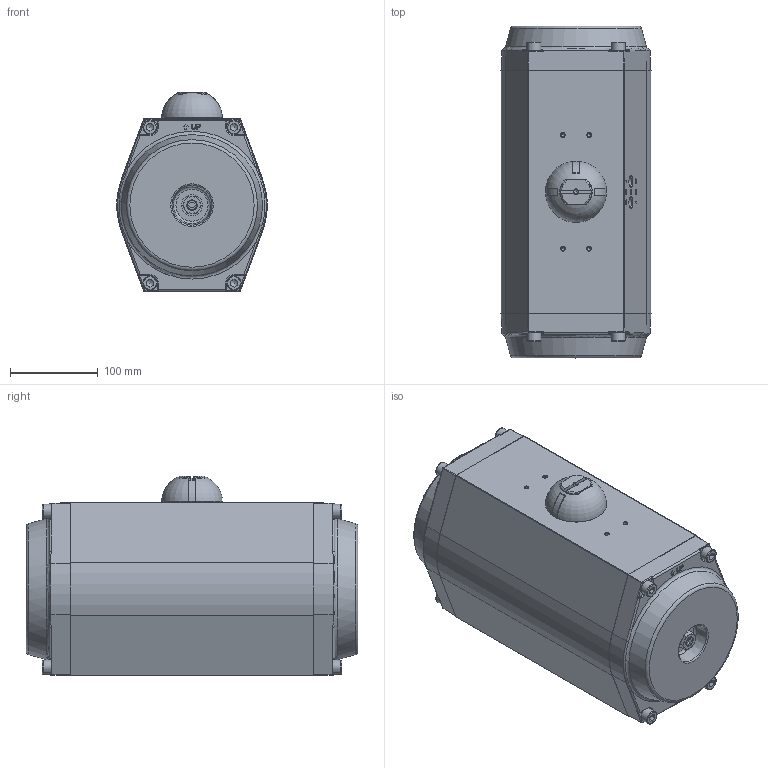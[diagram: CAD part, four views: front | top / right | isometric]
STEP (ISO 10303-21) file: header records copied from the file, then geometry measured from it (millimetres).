
FILE_DESCRIPTION(/* description */ ('Unknown'),/* implementation_level */ '2;1');
FILE_NAME(/* name */ 'GTA-160X90',/* time_stamp */ '2018-10-01T11:18:17+02:00',/* author */ ('Unknown'),/* organization */ ('Unknown'),/* preprocessor_version */ 'ST-DEVELOPER v16.7',/* originating_system */ 'DEX',/* authorisation */ $);
FILE_SCHEMA (('AUTOMOTIVE_DESIGN {1 0 10303 214 3 1 1}'));
Length unit declared in the file: millimetre
Products named in the file (1): GTA-160X90
Bounding box: 171.57 x 379 x 228.05 mm (x, y, z)
Surface area: 343650.7 mm2 (no closed solid volume)
Topology: 0 solids, 27 shells, 516 faces, 1580 edges, 1054 vertices
Faces by surface type: plane 207, cylinder 142, cone 81, bspline 43, torus 35, sphere 8
Full cylindrical faces by diameter (mm): 4.134 x9, 4.917 x1, 6.5 x2, 8 x1, 8.376 x4, 10.106 x4, 11.445 x2, 16 x8, 24 x2, 29.3 x1, 36 x1, 36.5 x1, 60 x1, 66.3 x1
Entity records: 18929 total; most frequent: CARTESIAN_POINT 5987, DIRECTION 2572, ORIENTED_EDGE 2339, EDGE_CURVE 1373, VERTEX_POINT 1005, AXIS2_PLACEMENT_3D 969, FACE_BOUND 704, EDGE_LOOP 676
